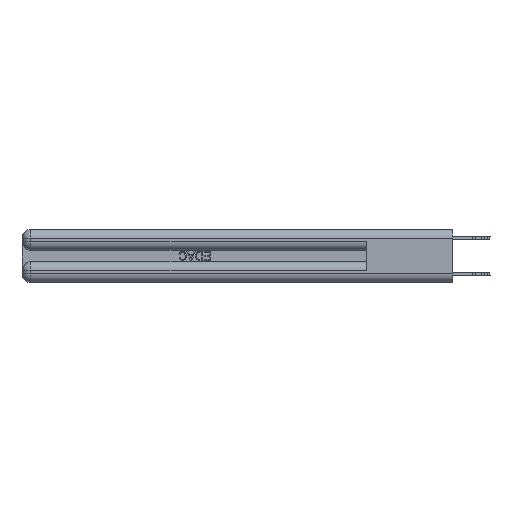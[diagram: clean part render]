
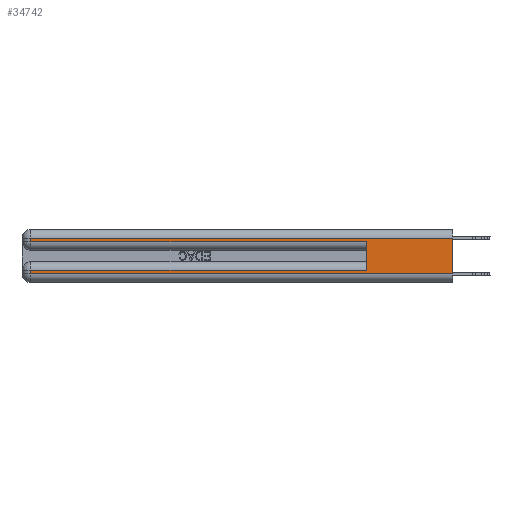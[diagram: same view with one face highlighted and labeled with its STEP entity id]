
A CAD part, left-side view. The second image highlights one B-rep face of the part: STEP entity #34742.
In plain terms, the highlighted planar face has unit normal (-1, 0, 0).
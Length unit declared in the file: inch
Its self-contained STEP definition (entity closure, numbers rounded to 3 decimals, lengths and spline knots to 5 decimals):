
#1179 = EDGE_CURVE ( 'NONE', #31758, #1933, #29090, .T. ) ;
#1391 = ORIENTED_EDGE ( 'NONE', *, *, #5309, .T. ) ;
#1933 = VERTEX_POINT ( 'NONE', #8975 ) ;
#2757 = LINE ( 'NONE', #13769, #29939 ) ;
#3419 = DIRECTION ( 'NONE',  ( 0., 0., -1. ) ) ;
#3635 = VECTOR ( 'NONE', #17274, 39.37008 ) ;
#4161 = VERTEX_POINT ( 'NONE', #19475 ) ;
#4195 = LINE ( 'NONE', #27326, #10634 ) ;
#4457 = CARTESIAN_POINT ( 'NONE',  ( 0., 0., 0.31 ) ) ;
#4901 = DIRECTION ( 'NONE',  ( 0., 1., 0. ) ) ;
#5309 = EDGE_CURVE ( 'NONE', #23231, #19081, #4195, .T. ) ;
#5969 = CARTESIAN_POINT ( 'NONE',  ( 0., 2.94, 0.06 ) ) ;
#6444 = CARTESIAN_POINT ( 'NONE',  ( 0., 0., 0.06 ) ) ;
#6748 = EDGE_CURVE ( 'NONE', #31758, #4161, #28568, .T. ) ;
#7065 = DIRECTION ( 'NONE',  ( 0., 0., -1. ) ) ;
#7280 = DIRECTION ( 'NONE',  ( 0., 0., -1. ) ) ;
#7874 = VECTOR ( 'NONE', #7280, 39.37008 ) ;
#8975 = CARTESIAN_POINT ( 'NONE',  ( 0., 0., 0.06 ) ) ;
#9938 = CARTESIAN_POINT ( 'NONE',  ( 0., 0., 0.37 ) ) ;
#10133 = DIRECTION ( 'NONE',  ( 0., 1., 0. ) ) ;
#10634 = VECTOR ( 'NONE', #18974, 39.37008 ) ;
#12378 = CARTESIAN_POINT ( 'NONE',  ( 0., 2.94, 0.085 ) ) ;
#13169 = EDGE_CURVE ( 'NONE', #26311, #1933, #15166, .T. ) ;
#13607 = DIRECTION ( 'NONE',  ( 0., 0., -1. ) ) ;
#13769 = CARTESIAN_POINT ( 'NONE',  ( 0., 2.94, 0.37 ) ) ;
#13896 = VECTOR ( 'NONE', #4901, 39.37008 ) ;
#13992 = CARTESIAN_POINT ( 'NONE',  ( 0., 0.6, 0.285 ) ) ;
#14051 = CARTESIAN_POINT ( 'NONE',  ( 0., 0., 0.31 ) ) ;
#14209 = AXIS2_PLACEMENT_3D ( 'NONE', #18234, #28905, #7065 ) ;
#14657 = EDGE_CURVE ( 'NONE', #26474, #19081, #22096, .T. ) ;
#15166 = LINE ( 'NONE', #6444, #3635 ) ;
#16124 = ORIENTED_EDGE ( 'NONE', *, *, #13169, .T. ) ;
#16911 = LINE ( 'NONE', #19733, #19116 ) ;
#17274 = DIRECTION ( 'NONE',  ( 0., -1., 0. ) ) ;
#17658 = VERTEX_POINT ( 'NONE', #12378 ) ;
#17713 = FACE_OUTER_BOUND ( 'NONE', #22511, .T. ) ;
#17849 = CARTESIAN_POINT ( 'NONE',  ( 0., 0., 0.085 ) ) ;
#17890 = PLANE ( 'NONE',  #14209 ) ;
#18234 = CARTESIAN_POINT ( 'NONE',  ( 0., 0., 0.37 ) ) ;
#18578 = DIRECTION ( 'NONE',  ( 0., 0., 1. ) ) ;
#18974 = DIRECTION ( 'NONE',  ( 0., -1., 0. ) ) ;
#19081 = VERTEX_POINT ( 'NONE', #13992 ) ;
#19116 = VECTOR ( 'NONE', #3419, 39.37008 ) ;
#19208 = ORIENTED_EDGE ( 'NONE', *, *, #6748, .T. ) ;
#19475 = CARTESIAN_POINT ( 'NONE',  ( 0., 2.94, 0.31 ) ) ;
#19478 = EDGE_CURVE ( 'NONE', #17658, #26311, #2757, .T. ) ;
#19733 = CARTESIAN_POINT ( 'NONE',  ( 0., 2.94, 0.37 ) ) ;
#20858 = CARTESIAN_POINT ( 'NONE',  ( 0., 0.6, 0.085 ) ) ;
#21398 = CARTESIAN_POINT ( 'NONE',  ( 0., 0.6, 0.145 ) ) ;
#21763 = ORIENTED_EDGE ( 'NONE', *, *, #26394, .T. ) ;
#22096 = LINE ( 'NONE', #21398, #26875 ) ;
#22300 = CARTESIAN_POINT ( 'NONE',  ( 0., 2.94, 0.285 ) ) ;
#22511 = EDGE_LOOP ( 'NONE', ( #26381, #19208, #23688, #1391, #25499, #21763, #31405, #16124 ) ) ;
#23231 = VERTEX_POINT ( 'NONE', #22300 ) ;
#23688 = ORIENTED_EDGE ( 'NONE', *, *, #31198, .T. ) ;
#25499 = ORIENTED_EDGE ( 'NONE', *, *, #14657, .F. ) ;
#26311 = VERTEX_POINT ( 'NONE', #5969 ) ;
#26381 = ORIENTED_EDGE ( 'NONE', *, *, #1179, .F. ) ;
#26394 = EDGE_CURVE ( 'NONE', #26474, #17658, #34011, .T. ) ;
#26474 = VERTEX_POINT ( 'NONE', #20858 ) ;
#26616 = VECTOR ( 'NONE', #10133, 39.37008 ) ;
#26875 = VECTOR ( 'NONE', #18578, 39.37008 ) ;
#27326 = CARTESIAN_POINT ( 'NONE',  ( 0., 0., 0.285 ) ) ;
#28568 = LINE ( 'NONE', #4457, #26616 ) ;
#28905 = DIRECTION ( 'NONE',  ( 1., 0., 0. ) ) ;
#29090 = LINE ( 'NONE', #9938, #7874 ) ;
#29939 = VECTOR ( 'NONE', #13607, 39.37008 ) ;
#31198 = EDGE_CURVE ( 'NONE', #4161, #23231, #16911, .T. ) ;
#31405 = ORIENTED_EDGE ( 'NONE', *, *, #19478, .T. ) ;
#31758 = VERTEX_POINT ( 'NONE', #14051 ) ;
#34011 = LINE ( 'NONE', #17849, #13896 ) ;
#34742 = ADVANCED_FACE ( 'NONE', ( #17713 ), #17890, .F. ) ;
